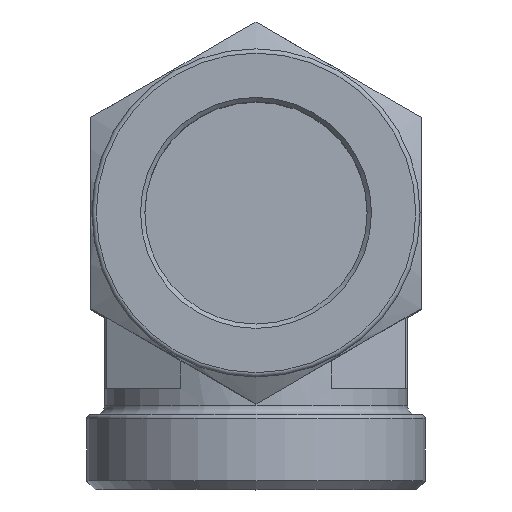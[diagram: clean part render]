
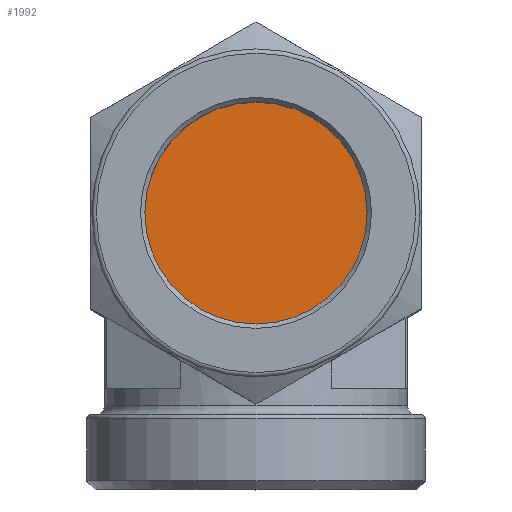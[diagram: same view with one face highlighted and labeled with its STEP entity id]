
A CAD part, top view. The second image highlights one B-rep face of the part: STEP entity #1992.
In plain terms, the highlighted planar face has unit normal (0, 0, 1).
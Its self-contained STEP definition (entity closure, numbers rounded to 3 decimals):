
#126=CIRCLE('',#2199,12.8);
#285=FACE_OUTER_BOUND('',#427,.T.);
#427=EDGE_LOOP('',(#1519));
#891=VERTEX_POINT('',#3299);
#1114=EDGE_CURVE('',#891,#891,#126,.T.);
#1519=ORIENTED_EDGE('',*,*,#1114,.T.);
#1895=PLANE('',#2198);
#1992=ADVANCED_FACE('',(#285),#1895,.F.);
#2198=AXIS2_PLACEMENT_3D('',#3298,#2605,#2606);
#2199=AXIS2_PLACEMENT_3D('',#3300,#2607,#2608);
#2605=DIRECTION('center_axis',(0.,0.,-1.));
#2606=DIRECTION('ref_axis',(-1.,0.,0.));
#2607=DIRECTION('center_axis',(0.,0.,1.));
#2608=DIRECTION('ref_axis',(1.,0.,0.));
#3298=CARTESIAN_POINT('Origin',(0.,0.,
17.751));
#3299=CARTESIAN_POINT('',(0.,12.8,17.751));
#3300=CARTESIAN_POINT('Origin',(0.,0.,17.751));
